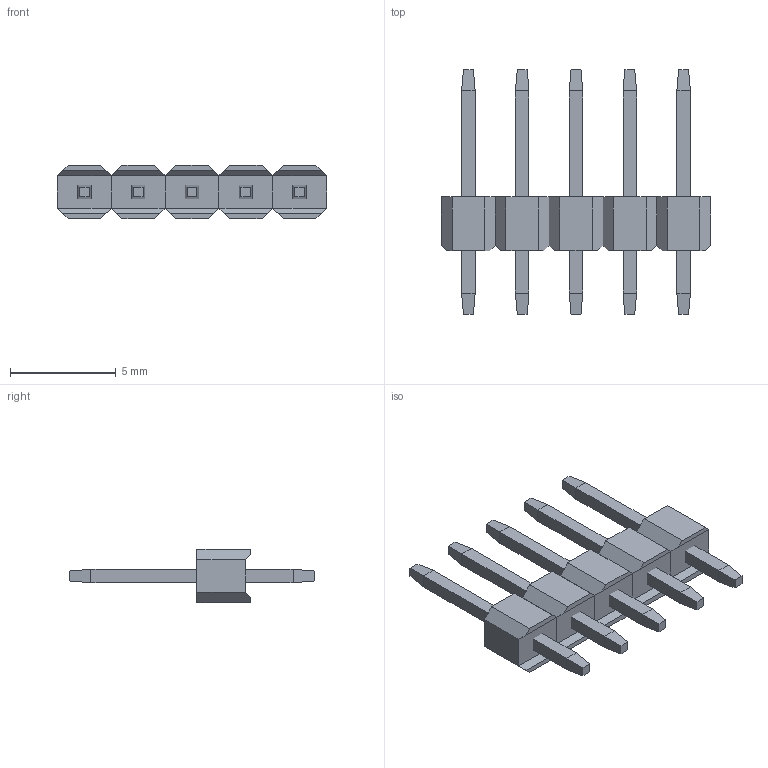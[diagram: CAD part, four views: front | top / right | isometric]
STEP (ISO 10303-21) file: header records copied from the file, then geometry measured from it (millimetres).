
FILE_DESCRIPTION (( 'STEP AP214' ), '1' );
FILE_NAME ('Header_Male_2.54_1x2_2211S-05G.STEP', '2018-06-21T17:23:08', ( '' ), ( '' ), 'SwSTEP 2.0', 'SolidWorks 2018', '' );
FILE_SCHEMA (( 'AUTOMOTIVE_DESIGN' ));
Length unit declared in the file: millimetre
Products named in the file (1): Header_Male_2.54_1x2_2211S-05G
Bounding box: 12.7 x 11.54 x 2.54 mm (x, y, z)
Volume: 87.9 mm3; surface area: 293.1 mm2
Topology: 15 solids, 15 shells, 170 faces, 360 edges, 220 vertices
Faces by surface type: plane 170
Entity records: 6040 total; most frequent: CARTESIAN_POINT 751, ORIENTED_EDGE 720, DIRECTION 702, EDGE_CURVE 360, LINE 360, VECTOR 360, VERTEX_POINT 220, AXIS2_PLACEMENT_3D 171
